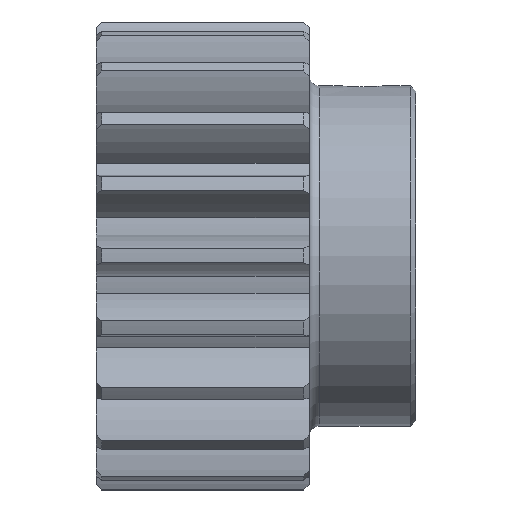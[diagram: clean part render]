
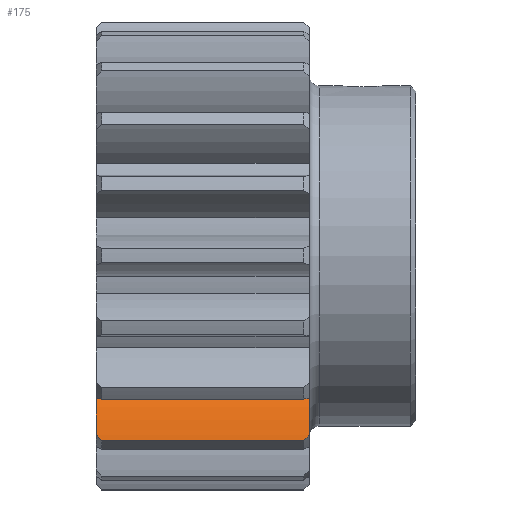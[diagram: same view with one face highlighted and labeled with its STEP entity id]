
A CAD part, top view. The second image highlights one B-rep face of the part: STEP entity #175.
In plain terms, the highlighted cylindrical face has radius 12 mm (diameter 24 mm), a partial arc.
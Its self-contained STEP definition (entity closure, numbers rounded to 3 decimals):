
#175 = ADVANCED_FACE( '', ( #479 ), #480, .T. );
#479 = FACE_OUTER_BOUND( '', #924, .T. );
#480 = CYLINDRICAL_SURFACE( '', #925, 12. );
#924 = EDGE_LOOP( '', ( #1392, #1393, #1394, #1395, #1396, #1397 ) );
#925 = AXIS2_PLACEMENT_3D( '', #1398, #1399, #1400 );
#1392 = ORIENTED_EDGE( '', *, *, #2733, .T. );
#1393 = ORIENTED_EDGE( '', *, *, #2734, .T. );
#1394 = ORIENTED_EDGE( '', *, *, #2735, .T. );
#1395 = ORIENTED_EDGE( '', *, *, #2736, .T. );
#1396 = ORIENTED_EDGE( '', *, *, #2737, .F. );
#1397 = ORIENTED_EDGE( '', *, *, #2738, .T. );
#1398 = CARTESIAN_POINT( '', ( 21., -19.383, 1.652 ) );
#1399 = DIRECTION( '', ( 1., 0., 0. ) );
#1400 = DIRECTION( '', ( 0., 0., 1. ) );
#2733 = EDGE_CURVE( '', #3294, #3295, #3296, .F. );
#2734 = EDGE_CURVE( '', #3295, #3297, #3298, .T. );
#2735 = EDGE_CURVE( '', #3297, #3299, #3300, .T. );
#2736 = EDGE_CURVE( '', #3299, #3301, #3302, .T. );
#2737 = EDGE_CURVE( '', #3303, #3301, #3304, .T. );
#2738 = EDGE_CURVE( '', #3303, #3294, #3305, .T. );
#3294 = VERTEX_POINT( '', #4123 );
#3295 = VERTEX_POINT( '', #4124 );
#3296 = CIRCLE( '', #4125, 12. );
#3297 = VERTEX_POINT( '', #4126 );
#3298 = LINE( '', #4127, #4128 );
#3299 = VERTEX_POINT( '', #4129 );
#3300 = CIRCLE( '', #4130, 12. );
#3301 = VERTEX_POINT( '', #4131 );
#3302 = B_SPLINE_CURVE_WITH_KNOTS( '', 3, ( #4132, #4133, #4134, #4135 ), .UNSPECIFIED., .F., .F., ( 4, 4 ), ( 0., 0.001 ), .UNSPECIFIED. );
#3303 = VERTEX_POINT( '', #4136 );
#3304 = LINE( '', #4137, #4138 );
#3305 = B_SPLINE_CURVE_WITH_KNOTS( '', 3, ( #4139, #4140, #4141, #4142 ), .UNSPECIFIED., .F., .F., ( 4, 4 ), ( 0., 0.001 ), .UNSPECIFIED. );
#4123 = CARTESIAN_POINT( '', ( 20., -16.831, 13.377 ) );
#4124 = CARTESIAN_POINT( '', ( 20., -12.944, 11.778 ) );
#4125 = AXIS2_PLACEMENT_3D( '', #5396, #5397, #5398 );
#4126 = CARTESIAN_POINT( '', ( 0., -12.944, 11.778 ) );
#4127 = CARTESIAN_POINT( '', ( 21., -12.944, 11.778 ) );
#4128 = VECTOR( '', #5399, 1000. );
#4129 = CARTESIAN_POINT( '', ( 0., -16.831, 13.377 ) );
#4130 = AXIS2_PLACEMENT_3D( '', #5400, #5401, #5402 );
#4131 = CARTESIAN_POINT( '', ( 0.5, -17.383, 13.484 ) );
#4132 = CARTESIAN_POINT( '', ( 0., -16.831, 13.377 ) );
#4133 = CARTESIAN_POINT( '', ( 0.168, -17.014, 13.417 ) );
#4134 = CARTESIAN_POINT( '', ( 0.334, -17.198, 13.453 ) );
#4135 = CARTESIAN_POINT( '', ( 0.5, -17.383, 13.484 ) );
#4136 = CARTESIAN_POINT( '', ( 19.5, -17.383, 13.484 ) );
#4137 = CARTESIAN_POINT( '', ( 21., -17.383, 13.484 ) );
#4138 = VECTOR( '', #5403, 1000. );
#4139 = CARTESIAN_POINT( '', ( 19.5, -17.383, 13.484 ) );
#4140 = CARTESIAN_POINT( '', ( 19.666, -17.198, 13.453 ) );
#4141 = CARTESIAN_POINT( '', ( 19.832, -17.014, 13.417 ) );
#4142 = CARTESIAN_POINT( '', ( 20., -16.831, 13.377 ) );
#5396 = CARTESIAN_POINT( '', ( 20., -19.383, 1.652 ) );
#5397 = DIRECTION( '', ( 1., 0., 0. ) );
#5398 = DIRECTION( '', ( 0., 0., -1. ) );
#5399 = DIRECTION( '', ( -1., 0., 0. ) );
#5400 = CARTESIAN_POINT( '', ( 0., -19.383, 1.652 ) );
#5401 = DIRECTION( '', ( 1., 0., 0. ) );
#5402 = DIRECTION( '', ( 0., 0., -1. ) );
#5403 = DIRECTION( '', ( -1., 0., 0. ) );
